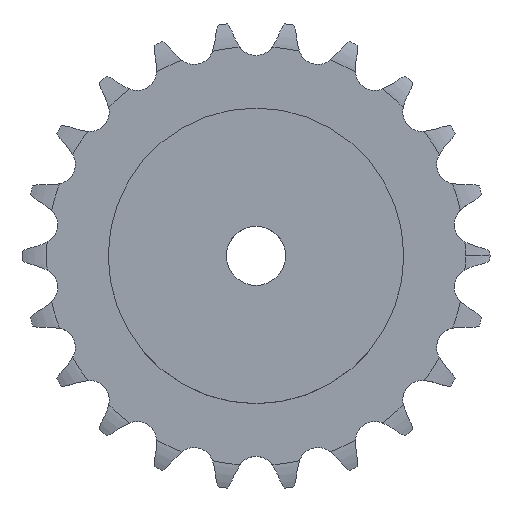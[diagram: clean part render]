
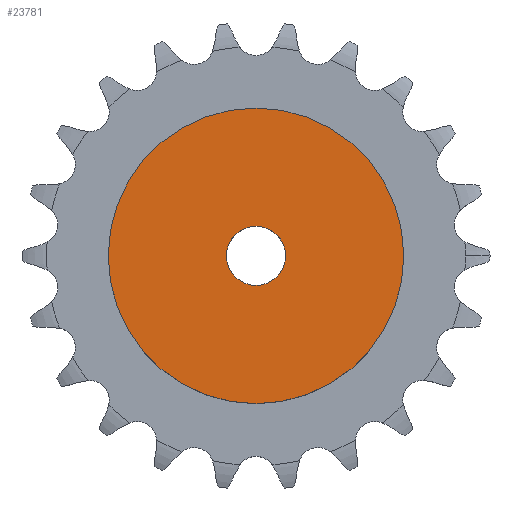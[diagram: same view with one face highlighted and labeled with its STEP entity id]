
A CAD part, top view. The second image highlights one B-rep face of the part: STEP entity #23781.
In plain terms, the highlighted planar face has unit normal (0, 0, 1).
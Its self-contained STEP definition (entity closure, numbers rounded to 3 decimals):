
#4314 = CYLINDRICAL_SURFACE('',#4315,30.);
#4315 = AXIS2_PLACEMENT_3D('',#4316,#4317,#4318);
#4316 = CARTESIAN_POINT('',(0.,0.,0.));
#4317 = DIRECTION('',(-0.,-0.,-1.));
#4318 = DIRECTION('',(1.,0.,0.));
#17868 = VERTEX_POINT('',#17869);
#17869 = CARTESIAN_POINT('',(30.,0.,20.));
#17890 = EDGE_CURVE('',#17868,#17868,#17891,.T.);
#17891 = SURFACE_CURVE('',#17892,(#17897,#17904),.PCURVE_S1.);
#17892 = CIRCLE('',#17893,30.);
#17893 = AXIS2_PLACEMENT_3D('',#17894,#17895,#17896);
#17894 = CARTESIAN_POINT('',(0.,0.,20.));
#17895 = DIRECTION('',(0.,0.,1.));
#17896 = DIRECTION('',(1.,0.,0.));
#17897 = PCURVE('',#4314,#17898);
#17898 = DEFINITIONAL_REPRESENTATION('',(#17899),#17903);
#17899 = LINE('',#17900,#17901);
#17900 = CARTESIAN_POINT('',(-0.,-20.));
#17901 = VECTOR('',#17902,1.);
#17902 = DIRECTION('',(-1.,0.));
#17903 = ( GEOMETRIC_REPRESENTATION_CONTEXT(2) 
PARAMETRIC_REPRESENTATION_CONTEXT() REPRESENTATION_CONTEXT('2D SPACE',''
  ) );
#17904 = PCURVE('',#17905,#17910);
#17905 = PLANE('',#17906);
#17906 = AXIS2_PLACEMENT_3D('',#17907,#17908,#17909);
#17907 = CARTESIAN_POINT('',(0.,0.,20.)
  );
#17908 = DIRECTION('',(0.,0.,1.));
#17909 = DIRECTION('',(1.,0.,0.));
#17910 = DEFINITIONAL_REPRESENTATION('',(#17911),#17915);
#17911 = CIRCLE('',#17912,30.);
#17912 = AXIS2_PLACEMENT_2D('',#17913,#17914);
#17913 = CARTESIAN_POINT('',(0.,0.));
#17914 = DIRECTION('',(1.,0.));
#17915 = ( GEOMETRIC_REPRESENTATION_CONTEXT(2) 
PARAMETRIC_REPRESENTATION_CONTEXT() REPRESENTATION_CONTEXT('2D SPACE',''
  ) );
#21328 = CYLINDRICAL_SURFACE('',#21329,6.);
#21329 = AXIS2_PLACEMENT_3D('',#21330,#21331,#21332);
#21330 = CARTESIAN_POINT('',(0.,0.,149.316));
#21331 = DIRECTION('',(0.,0.,1.));
#21332 = DIRECTION('',(1.,0.,0.));
#23781 = ADVANCED_FACE('',(#23782,#23785),#17905,.T.);
#23782 = FACE_BOUND('',#23783,.T.);
#23783 = EDGE_LOOP('',(#23784));
#23784 = ORIENTED_EDGE('',*,*,#17890,.T.);
#23785 = FACE_BOUND('',#23786,.T.);
#23786 = EDGE_LOOP('',(#23787));
#23787 = ORIENTED_EDGE('',*,*,#23788,.F.);
#23788 = EDGE_CURVE('',#23789,#23789,#23791,.T.);
#23789 = VERTEX_POINT('',#23790);
#23790 = CARTESIAN_POINT('',(6.,0.,20.));
#23791 = SURFACE_CURVE('',#23792,(#23797,#23804),.PCURVE_S1.);
#23792 = CIRCLE('',#23793,6.);
#23793 = AXIS2_PLACEMENT_3D('',#23794,#23795,#23796);
#23794 = CARTESIAN_POINT('',(0.,0.,20.));
#23795 = DIRECTION('',(0.,0.,1.));
#23796 = DIRECTION('',(1.,0.,0.));
#23797 = PCURVE('',#17905,#23798);
#23798 = DEFINITIONAL_REPRESENTATION('',(#23799),#23803);
#23799 = CIRCLE('',#23800,6.);
#23800 = AXIS2_PLACEMENT_2D('',#23801,#23802);
#23801 = CARTESIAN_POINT('',(0.,0.));
#23802 = DIRECTION('',(1.,0.));
#23803 = ( GEOMETRIC_REPRESENTATION_CONTEXT(2) 
PARAMETRIC_REPRESENTATION_CONTEXT() REPRESENTATION_CONTEXT('2D SPACE',''
  ) );
#23804 = PCURVE('',#21328,#23805);
#23805 = DEFINITIONAL_REPRESENTATION('',(#23806),#23810);
#23806 = LINE('',#23807,#23808);
#23807 = CARTESIAN_POINT('',(0.,-129.316));
#23808 = VECTOR('',#23809,1.);
#23809 = DIRECTION('',(1.,0.));
#23810 = ( GEOMETRIC_REPRESENTATION_CONTEXT(2) 
PARAMETRIC_REPRESENTATION_CONTEXT() REPRESENTATION_CONTEXT('2D SPACE',''
  ) );
